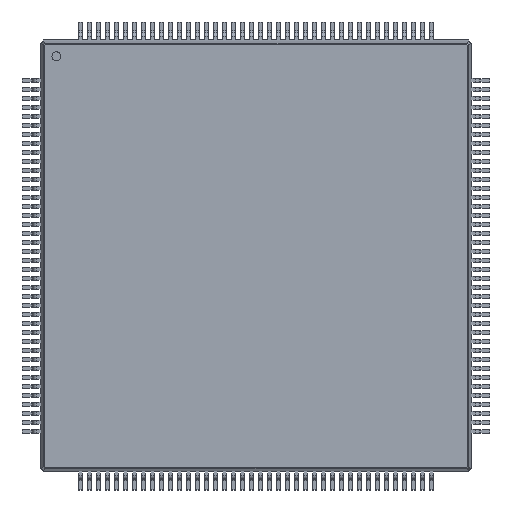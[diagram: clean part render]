
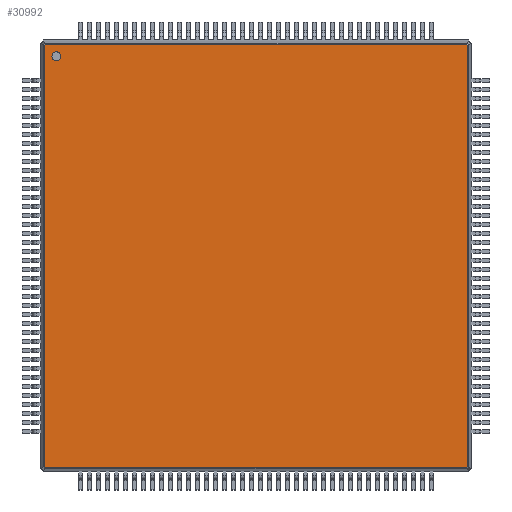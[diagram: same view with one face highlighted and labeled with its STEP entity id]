
A CAD part, top view. The second image highlights one B-rep face of the part: STEP entity #30992.
In plain terms, the highlighted planar face has unit normal (0, 0, 1).
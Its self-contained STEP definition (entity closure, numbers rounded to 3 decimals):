
#15242 = VERTEX_POINT('',#15243);
#15243 = CARTESIAN_POINT('',(-11.702,11.746,1.5));
#15824 = EDGE_CURVE('',#15242,#15825,#15827,.T.);
#15825 = VERTEX_POINT('',#15826);
#15826 = CARTESIAN_POINT('',(11.702,11.746,1.5));
#15827 = B_SPLINE_CURVE_WITH_KNOTS('',2,(#15828,#15829,#15830,#15831,
#15832),.UNSPECIFIED.,.F.,.F.,(3,1,1,3),(-1.188,
-0.04,23.477,24.625),.UNSPECIFIED.);
#15828 = CARTESIAN_POINT('',(-12.906,11.746,1.5));
#15829 = CARTESIAN_POINT('',(-12.333,11.746,1.5));
#15830 = CARTESIAN_POINT('',(0.,11.746,1.5));
#15831 = CARTESIAN_POINT('',(12.333,11.746,1.5));
#15832 = CARTESIAN_POINT('',(12.906,11.746,1.5));
#30349 = EDGE_CURVE('',#15825,#30350,#30352,.T.);
#30350 = VERTEX_POINT('',#30351);
#30351 = CARTESIAN_POINT('',(11.746,11.702,1.5));
#30352 = B_SPLINE_CURVE_WITH_KNOTS('',2,(#30353,#30354,#30355,#30356,
#30357),.UNSPECIFIED.,.F.,.F.,(3,1,1,3),(-0.473,
-0.04,0.137,0.57),.UNSPECIFIED.);
#30353 = CARTESIAN_POINT('',(11.356,12.093,1.5));
#30354 = CARTESIAN_POINT('',(11.509,11.94,1.5));
#30355 = CARTESIAN_POINT('',(11.724,11.724,1.5));
#30356 = CARTESIAN_POINT('',(11.94,11.509,1.5));
#30357 = CARTESIAN_POINT('',(12.093,11.356,1.5));
#30676 = VERTEX_POINT('',#30677);
#30677 = CARTESIAN_POINT('',(-11.746,11.702,1.5));
#30967 = EDGE_CURVE('',#30676,#15242,#30968,.T.);
#30968 = B_SPLINE_CURVE_WITH_KNOTS('',2,(#30969,#30970,#30971,#30972,
#30973),.UNSPECIFIED.,.F.,.F.,(3,1,1,3),(-0.473,
-0.04,0.137,0.57),.UNSPECIFIED.);
#30969 = CARTESIAN_POINT('',(-12.093,11.356,1.5));
#30970 = CARTESIAN_POINT('',(-11.94,11.509,1.5));
#30971 = CARTESIAN_POINT('',(-11.724,11.724,1.5));
#30972 = CARTESIAN_POINT('',(-11.509,11.94,1.5));
#30973 = CARTESIAN_POINT('',(-11.356,12.093,1.5));
#30992 = ADVANCED_FACE('',(#30993,#31046),#31057,.T.);
#30993 = FACE_BOUND('',#30994,.T.);
#30994 = EDGE_LOOP('',(#30995,#31007,#31017,#31027,#31035,#31036,#31037,
#31038));
#30995 = ORIENTED_EDGE('',*,*,#30996,.F.);
#30996 = EDGE_CURVE('',#30997,#30999,#31001,.T.);
#30997 = VERTEX_POINT('',#30998);
#30998 = CARTESIAN_POINT('',(-11.702,-11.746,1.5));
#30999 = VERTEX_POINT('',#31000);
#31000 = CARTESIAN_POINT('',(-11.746,-11.702,1.5));
#31001 = B_SPLINE_CURVE_WITH_KNOTS('',2,(#31002,#31003,#31004,#31005,
#31006),.UNSPECIFIED.,.F.,.F.,(3,1,1,3),(-0.473,
-0.04,0.137,0.57),.UNSPECIFIED.);
#31002 = CARTESIAN_POINT('',(-11.356,-12.093,1.5));
#31003 = CARTESIAN_POINT('',(-11.509,-11.94,1.5));
#31004 = CARTESIAN_POINT('',(-11.724,-11.724,1.5));
#31005 = CARTESIAN_POINT('',(-11.94,-11.509,1.5));
#31006 = CARTESIAN_POINT('',(-12.093,-11.356,1.5));
#31007 = ORIENTED_EDGE('',*,*,#31008,.F.);
#31008 = EDGE_CURVE('',#31009,#30997,#31011,.T.);
#31009 = VERTEX_POINT('',#31010);
#31010 = CARTESIAN_POINT('',(11.702,-11.746,1.5));
#31011 = B_SPLINE_CURVE_WITH_KNOTS('',2,(#31012,#31013,#31014,#31015,
#31016),.UNSPECIFIED.,.F.,.F.,(3,1,1,3),(-1.188,
-0.04,23.477,24.625),.UNSPECIFIED.);
#31012 = CARTESIAN_POINT('',(12.906,-11.746,1.5));
#31013 = CARTESIAN_POINT('',(12.333,-11.746,1.5));
#31014 = CARTESIAN_POINT('',(0.,-11.746,1.5));
#31015 = CARTESIAN_POINT('',(-12.333,-11.746,1.5));
#31016 = CARTESIAN_POINT('',(-12.906,-11.746,1.5));
#31017 = ORIENTED_EDGE('',*,*,#31018,.F.);
#31018 = EDGE_CURVE('',#31019,#31009,#31021,.T.);
#31019 = VERTEX_POINT('',#31020);
#31020 = CARTESIAN_POINT('',(11.746,-11.702,1.5));
#31021 = B_SPLINE_CURVE_WITH_KNOTS('',2,(#31022,#31023,#31024,#31025,
#31026),.UNSPECIFIED.,.F.,.F.,(3,1,1,3),(-0.473,
-0.04,0.137,0.57),.UNSPECIFIED.);
#31022 = CARTESIAN_POINT('',(12.093,-11.356,1.5));
#31023 = CARTESIAN_POINT('',(11.94,-11.509,1.5));
#31024 = CARTESIAN_POINT('',(11.724,-11.724,1.5));
#31025 = CARTESIAN_POINT('',(11.509,-11.94,1.5));
#31026 = CARTESIAN_POINT('',(11.356,-12.093,1.5));
#31027 = ORIENTED_EDGE('',*,*,#31028,.F.);
#31028 = EDGE_CURVE('',#30350,#31019,#31029,.T.);
#31029 = B_SPLINE_CURVE_WITH_KNOTS('',2,(#31030,#31031,#31032,#31033,
#31034),.UNSPECIFIED.,.F.,.F.,(3,1,1,3),(-1.188,
-0.04,23.477,24.625),.UNSPECIFIED.);
#31030 = CARTESIAN_POINT('',(11.746,12.906,1.5));
#31031 = CARTESIAN_POINT('',(11.746,12.333,1.5));
#31032 = CARTESIAN_POINT('',(11.746,0.,1.5));
#31033 = CARTESIAN_POINT('',(11.746,-12.333,1.5));
#31034 = CARTESIAN_POINT('',(11.746,-12.906,1.5));
#31035 = ORIENTED_EDGE('',*,*,#30349,.F.);
#31036 = ORIENTED_EDGE('',*,*,#15824,.F.);
#31037 = ORIENTED_EDGE('',*,*,#30967,.F.);
#31038 = ORIENTED_EDGE('',*,*,#31039,.F.);
#31039 = EDGE_CURVE('',#30999,#30676,#31040,.T.);
#31040 = B_SPLINE_CURVE_WITH_KNOTS('',2,(#31041,#31042,#31043,#31044,
#31045),.UNSPECIFIED.,.F.,.F.,(3,1,1,3),(-1.188,
-0.04,23.477,24.625),.UNSPECIFIED.);
#31041 = CARTESIAN_POINT('',(-11.746,-12.906,1.5));
#31042 = CARTESIAN_POINT('',(-11.746,-12.333,1.5));
#31043 = CARTESIAN_POINT('',(-11.746,0.,1.5));
#31044 = CARTESIAN_POINT('',(-11.746,12.333,1.5));
#31045 = CARTESIAN_POINT('',(-11.746,12.906,1.5));
#31046 = FACE_BOUND('',#31047,.T.);
#31047 = EDGE_LOOP('',(#31048));
#31048 = ORIENTED_EDGE('',*,*,#31049,.F.);
#31049 = EDGE_CURVE('',#31050,#31050,#31052,.T.);
#31050 = VERTEX_POINT('',#31051);
#31051 = CARTESIAN_POINT('',(-11.087,10.837,1.5));
#31052 = CIRCLE('',#31053,0.25);
#31053 = AXIS2_PLACEMENT_3D('',#31054,#31055,#31056);
#31054 = CARTESIAN_POINT('',(-11.087,11.087,1.5));
#31055 = DIRECTION('',(-0.,0.,1.));
#31056 = DIRECTION('',(0.,-1.,0.));
#31057 = PLANE('',#31058);
#31058 = AXIS2_PLACEMENT_3D('',#31059,#31060,#31061);
#31059 = CARTESIAN_POINT('',(-11.718,11.787,1.5));
#31060 = DIRECTION('',(0.,0.,1.));
#31061 = DIRECTION('',(0.705,-0.709,0.));
